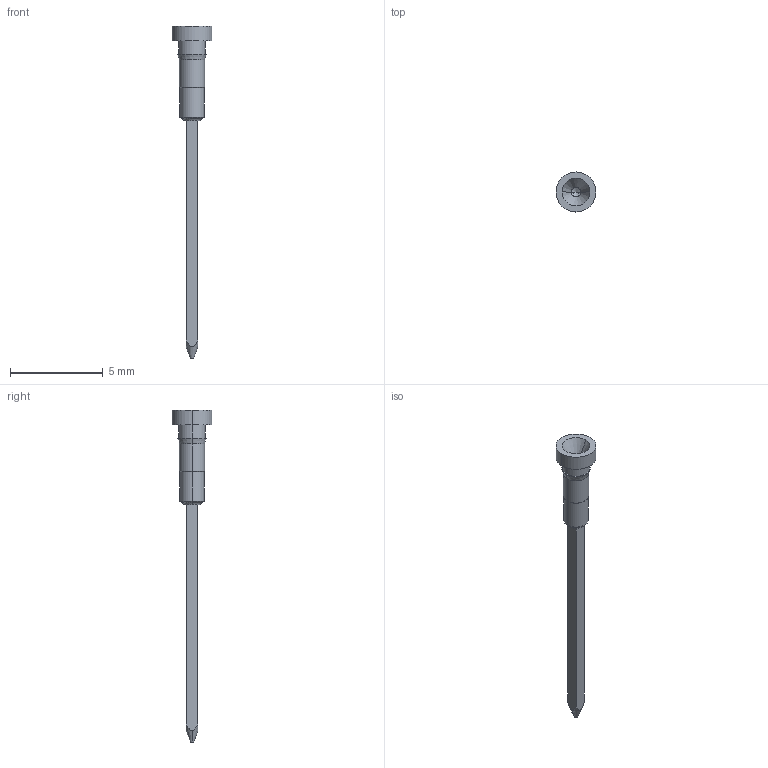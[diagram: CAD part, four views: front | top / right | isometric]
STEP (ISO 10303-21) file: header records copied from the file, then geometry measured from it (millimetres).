
FILE_DESCRIPTION (( 'STEP AP203' ), '1' );
FILE_NAME ('MOD-I-Z1.step', '2015-07-09T11:54:46', ( 'firstrun' ), ( 'Hewlett-Packard Company' ), 'SwSTEP 2.0', 'SolidWorks 2012', '' );
FILE_SCHEMA (( 'CONFIG_CONTROL_DESIGN' ));
Length unit declared in the file: millimetre
Products named in the file (1): MOD-I-Z1
Bounding box: 2.15 x 2.15 x 17.85 mm (x, y, z)
Volume: 13 mm3; surface area: 66.8 mm2
Topology: 1 solids, 1 shells, 170 faces, 439 edges, 287 vertices
Faces by surface type: plane 90, bspline 56, cone 12, cylinder 10, torus 2
Entity records: 7692 total; most frequent: CARTESIAN_POINT 3845, ORIENTED_EDGE 874, DIRECTION 581, EDGE_CURVE 437, VERTEX_POINT 287, LINE 287, VECTOR 287, EDGE_LOOP 188
